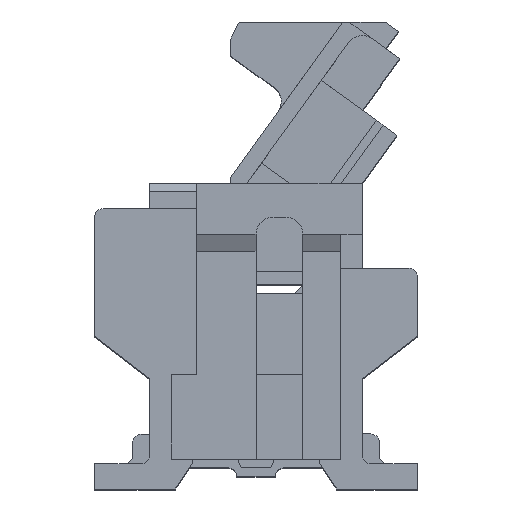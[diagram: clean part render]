
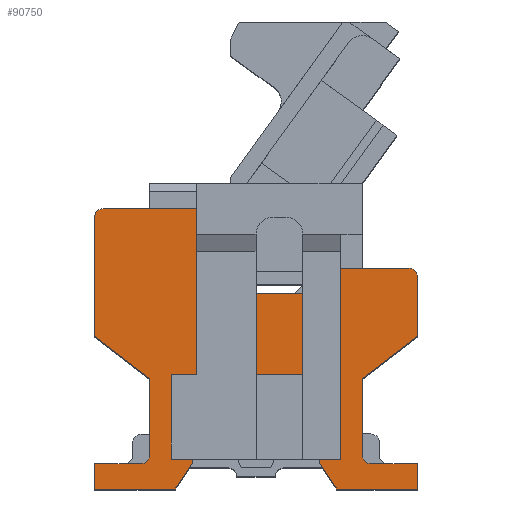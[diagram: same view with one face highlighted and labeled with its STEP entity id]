
A CAD part, top view. The second image highlights one B-rep face of the part: STEP entity #90750.
In plain terms, the highlighted planar face has unit normal (0, 0, 1).
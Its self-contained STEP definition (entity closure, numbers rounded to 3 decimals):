
#45420=CARTESIAN_POINT('',(-0.25,-0.3,3.99));
#45430=VERTEX_POINT('',#45420);
#45460=CARTESIAN_POINT('',(-0.25,-0.3,3.99));
#45470=DIRECTION('',(0.,1.,0.));
#45480=VECTOR('',#45470,1.);
#45490=LINE('',#45460,#45480);
#45500=CARTESIAN_POINT('',(-0.25,-0.35,3.99));
#45510=VERTEX_POINT('',#45500);
#45520=EDGE_CURVE('',#45510,#45430,#45490,.T.);
#47930=CARTESIAN_POINT('',(-0.3,1.65,3.99));
#47940=VERTEX_POINT('',#47930);
#47970=CARTESIAN_POINT('',(-0.3,1.65,3.99));
#47980=DIRECTION('',(-1.,0.,0.));
#47990=VECTOR('',#47980,1.);
#48000=LINE('',#47970,#47990);
#48010=CARTESIAN_POINT('',(-1.35,1.65,3.99));
#48020=VERTEX_POINT('',#48010);
#48030=EDGE_CURVE('',#47940,#48020,#48000,.T.);
#50750=CARTESIAN_POINT('',(-2.,0.7,3.99));
#50760=VERTEX_POINT('',#50750);
#50790=CARTESIAN_POINT('',(-1.634,0.7,3.99));
#50800=DIRECTION('',(1.,0.,0.));
#50810=VECTOR('',#50800,1.);
#50820=LINE('',#50790,#50810);
#50830=CARTESIAN_POINT('',(0.,0.7,3.99));
#50840=VERTEX_POINT('',#50830);
#50850=EDGE_CURVE('',#50760,#50840,#50820,.T.);
#56790=CARTESIAN_POINT('',(0.,0.354,3.99));
#56800=DIRECTION('',(0.,-1.,0.));
#56810=VECTOR('',#56800,1.);
#56820=LINE('',#56790,#56810);
#56830=CARTESIAN_POINT('',(0.,-0.3,3.99));
#56840=VERTEX_POINT('',#56830);
#56850=EDGE_CURVE('',#50840,#56840,#56820,.T.);
#61520=CARTESIAN_POINT('',(-1.35,1.75,3.99));
#61530=DIRECTION('',(0.,0.,-1.));
#61540=DIRECTION('',(-1.,0.,0.));
#61550=AXIS2_PLACEMENT_3D('',#61520,#61530,#61540);
#61560=CIRCLE('',#61550,0.1);
#61570=CARTESIAN_POINT('',(-1.45,1.75,3.99));
#61580=VERTEX_POINT('',#61570);
#61590=EDGE_CURVE('',#48020,#61580,#61560,.T.);
#64420=CARTESIAN_POINT('',(-2.,-0.3,3.99));
#64430=VERTEX_POINT('',#64420);
#64460=CARTESIAN_POINT('',(-2.,0.354,3.99));
#64470=DIRECTION('',(0.,1.,0.));
#64480=VECTOR('',#64470,1.);
#64490=LINE('',#64460,#64480);
#64500=EDGE_CURVE('',#64430,#50760,#64490,.T.);
#68130=CARTESIAN_POINT('',(-2.8,2.55,3.99));
#68140=DIRECTION('',(0.,0.,-1.));
#68150=DIRECTION('',(-1.,0.,0.));
#68160=AXIS2_PLACEMENT_3D('',#68130,#68140,#68150);
#68170=CIRCLE('',#68160,0.1);
#68180=CARTESIAN_POINT('',(-2.9,2.55,3.99));
#68190=VERTEX_POINT('',#68180);
#68200=CARTESIAN_POINT('',(-2.8,2.65,3.99));
#68210=VERTEX_POINT('',#68200);
#68220=EDGE_CURVE('',#68190,#68210,#68170,.T.);
#80970=CARTESIAN_POINT('',(-1.75,-0.3,3.99));
#80980=VERTEX_POINT('',#80970);
#81010=CARTESIAN_POINT('',(-1.634,-0.3,3.99));
#81020=DIRECTION('',(1.,0.,0.));
#81030=VECTOR('',#81020,1.);
#81040=LINE('',#81010,#81030);
#81050=EDGE_CURVE('',#64430,#80980,#81040,.T.);
#81140=EDGE_CURVE('',#45430,#56840,#81040,.T.);
#83450=CARTESIAN_POINT('',(-2.25,0.65,3.99));
#83460=DIRECTION('',(-0.793,0.61,0.));
#83470=VECTOR('',#83460,1.);
#83480=LINE('',#83450,#83470);
#83490=CARTESIAN_POINT('',(-2.25,0.65,3.99));
#83500=VERTEX_POINT('',#83490);
#83510=CARTESIAN_POINT('',(-2.9,1.15,3.99));
#83520=VERTEX_POINT('',#83510);
#83530=EDGE_CURVE('',#83500,#83520,#83480,.T.);
#83970=CARTESIAN_POINT('',(-1.75,-0.35,3.99));
#83980=VERTEX_POINT('',#83970);
#84010=CARTESIAN_POINT('',(-1.75,-0.3,3.99));
#84020=DIRECTION('',(0.,1.,0.));
#84030=VECTOR('',#84020,1.);
#84040=LINE('',#84010,#84030);
#84050=EDGE_CURVE('',#83980,#80980,#84040,.T.);
#84200=CARTESIAN_POINT('',(-2.9,-0.65,3.99));
#84210=VERTEX_POINT('',#84200);
#84260=CARTESIAN_POINT('',(-0.3,-0.65,3.99));
#84270=DIRECTION('',(-1.,0.,0.));
#84280=VECTOR('',#84270,1.);
#84290=LINE('',#84260,#84280);
#84300=CARTESIAN_POINT('',(-1.95,-0.65,3.99));
#84310=VERTEX_POINT('',#84300);
#84320=EDGE_CURVE('',#84310,#84210,#84290,.T.);
#84830=CARTESIAN_POINT('',(-0.3,1.95,3.99));
#84840=DIRECTION('',(-1.,0.,0.));
#84850=VECTOR('',#84840,1.);
#84860=LINE('',#84830,#84850);
#84870=CARTESIAN_POINT('',(0.8,1.95,3.99));
#84880=VERTEX_POINT('',#84870);
#84890=CARTESIAN_POINT('',(-0.1,1.95,3.99));
#84900=VERTEX_POINT('',#84890);
#84910=EDGE_CURVE('',#84880,#84900,#84860,.T.);
#85340=CARTESIAN_POINT('',(-1.45,2.65,3.99));
#85350=VERTEX_POINT('',#85340);
#85380=CARTESIAN_POINT('',(-0.3,2.65,3.99));
#85390=DIRECTION('',(-1.,0.,0.));
#85400=VECTOR('',#85390,1.);
#85410=LINE('',#85380,#85400);
#85420=EDGE_CURVE('',#85350,#68210,#85410,.T.);
#86230=CARTESIAN_POINT('',(-2.35,-0.35,3.99));
#86240=VERTEX_POINT('',#86230);
#86270=CARTESIAN_POINT('',(-0.3,-0.35,3.99));
#86280=DIRECTION('',(-1.,0.,0.));
#86290=VECTOR('',#86280,1.);
#86300=LINE('',#86270,#86290);
#86310=CARTESIAN_POINT('',(-2.9,-0.35,3.99));
#86320=VERTEX_POINT('',#86310);
#86330=EDGE_CURVE('',#86240,#86320,#86300,.T.);
#86590=CARTESIAN_POINT('',(-0.1,1.85,3.99));
#86600=DIRECTION('',(0.,0.,-1.));
#86610=DIRECTION('',(-1.,0.,0.));
#86620=AXIS2_PLACEMENT_3D('',#86590,#86600,#86610);
#86630=CIRCLE('',#86620,0.1);
#86640=CARTESIAN_POINT('',(-0.2,1.85,3.99));
#86650=VERTEX_POINT('',#86640);
#86660=EDGE_CURVE('',#86650,#84900,#86630,.T.);
#87420=CARTESIAN_POINT('',(-2.9,-0.3,3.99));
#87430=DIRECTION('',(0.,1.,0.));
#87440=VECTOR('',#87430,1.);
#87450=LINE('',#87420,#87440);
#87460=EDGE_CURVE('',#84210,#86320,#87450,.T.);
#87680=CARTESIAN_POINT('',(0.9,-0.35,3.99));
#87690=VERTEX_POINT('',#87680);
#87720=CARTESIAN_POINT('',(-1.7,-0.35,3.99));
#87730=DIRECTION('',(1.,0.,0.));
#87740=VECTOR('',#87730,1.);
#87750=LINE('',#87720,#87740);
#87760=CARTESIAN_POINT('',(0.35,-0.35,3.99));
#87770=VERTEX_POINT('',#87760);
#87780=EDGE_CURVE('',#87770,#87690,#87750,.T.);
#87940=CARTESIAN_POINT('',(0.9,-0.3,3.99));
#87950=DIRECTION('',(0.,1.,0.));
#87960=VECTOR('',#87950,1.);
#87970=LINE('',#87940,#87960);
#87980=CARTESIAN_POINT('',(0.9,1.15,3.99));
#87990=VERTEX_POINT('',#87980);
#88000=CARTESIAN_POINT('',(0.9,1.85,3.99));
#88010=VERTEX_POINT('',#88000);
#88020=EDGE_CURVE('',#87990,#88010,#87970,.T.);
#88440=CARTESIAN_POINT('',(0.8,1.85,3.99));
#88450=DIRECTION('',(0.,0.,-1.));
#88460=DIRECTION('',(-1.,0.,0.));
#88470=AXIS2_PLACEMENT_3D('',#88440,#88450,#88460);
#88480=CIRCLE('',#88470,0.1);
#88490=EDGE_CURVE('',#84880,#88010,#88480,.T.);
#88600=CARTESIAN_POINT('',(0.25,0.65,3.99));
#88610=DIRECTION('',(0.793,0.61,0.));
#88620=VECTOR('',#88610,1.);
#88630=LINE('',#88600,#88620);
#88640=CARTESIAN_POINT('',(0.25,0.65,3.99));
#88650=VERTEX_POINT('',#88640);
#88660=EDGE_CURVE('',#88650,#87990,#88630,.T.);
#88850=CARTESIAN_POINT('',(-0.05,-0.65,3.99));
#88860=DIRECTION('',(-0.555,0.832,0.));
#88870=VECTOR('',#88860,1.);
#88880=LINE('',#88850,#88870);
#88890=CARTESIAN_POINT('',(-0.05,-0.65,3.99));
#88900=VERTEX_POINT('',#88890);
#88910=EDGE_CURVE('',#88900,#45510,#88880,.T.);
#89100=CARTESIAN_POINT('',(-1.45,-0.3,3.99));
#89110=DIRECTION('',(0.,1.,0.));
#89120=VECTOR('',#89110,1.);
#89130=LINE('',#89100,#89120);
#89140=EDGE_CURVE('',#61580,#85350,#89130,.T.);
#89270=CARTESIAN_POINT('',(-0.2,-0.3,3.99));
#89280=DIRECTION('',(0.,1.,0.));
#89290=VECTOR('',#89280,1.);
#89300=LINE('',#89270,#89290);
#89310=CARTESIAN_POINT('',(-0.2,1.75,3.99));
#89320=VERTEX_POINT('',#89310);
#89330=EDGE_CURVE('',#89320,#86650,#89300,.T.);
#89490=CARTESIAN_POINT('',(-0.3,1.75,3.99));
#89500=DIRECTION('',(0.,0.,-1.));
#89510=DIRECTION('',(-1.,0.,0.));
#89520=AXIS2_PLACEMENT_3D('',#89490,#89500,#89510);
#89530=CIRCLE('',#89520,0.1);
#89540=EDGE_CURVE('',#89320,#47940,#89530,.T.);
#89800=CARTESIAN_POINT('',(-2.25,-0.25,3.99));
#89810=VERTEX_POINT('',#89800);
#89840=CARTESIAN_POINT('',(-2.35,-0.25,3.99));
#89850=DIRECTION('',(0.,0.,-1.));
#89860=DIRECTION('',(-1.,0.,0.));
#89870=AXIS2_PLACEMENT_3D('',#89840,#89850,#89860);
#89880=CIRCLE('',#89870,0.1);
#89890=EDGE_CURVE('',#89810,#86240,#89880,.T.);
#89950=CARTESIAN_POINT('',(0.151,1.185,3.99));
#89960=DIRECTION('',(0.,0.,1.));
#89970=DIRECTION('',(1.,0.,0.));
#89980=AXIS2_PLACEMENT_3D('',#89950,#89960,#89970);
#89990=PLANE('',#89980);
#90000=CARTESIAN_POINT('',(-2.9,-0.3,3.99));
#90010=DIRECTION('',(0.,1.,0.));
#90020=VECTOR('',#90010,1.);
#90030=LINE('',#90000,#90020);
#90040=EDGE_CURVE('',#83520,#68190,#90030,.T.);
#90050=ORIENTED_EDGE('',*,*,#90040,.F.);
#90060=ORIENTED_EDGE('',*,*,#68220,.F.);
#90070=ORIENTED_EDGE('',*,*,#85420,.T.);
#90080=ORIENTED_EDGE('',*,*,#89140,.T.);
#90090=ORIENTED_EDGE('',*,*,#61590,.T.);
#90100=ORIENTED_EDGE('',*,*,#48030,.T.);
#90110=ORIENTED_EDGE('',*,*,#89540,.T.);
#90120=ORIENTED_EDGE('',*,*,#89330,.F.);
#90130=ORIENTED_EDGE('',*,*,#86660,.F.);
#90140=ORIENTED_EDGE('',*,*,#84910,.T.);
#90150=ORIENTED_EDGE('',*,*,#88490,.F.);
#90160=ORIENTED_EDGE('',*,*,#88020,.T.);
#90170=ORIENTED_EDGE('',*,*,#88660,.T.);
#90180=CARTESIAN_POINT('',(0.25,-0.3,3.99));
#90190=DIRECTION('',(0.,1.,0.));
#90200=VECTOR('',#90190,1.);
#90210=LINE('',#90180,#90200);
#90220=CARTESIAN_POINT('',(0.25,-0.25,3.99));
#90230=VERTEX_POINT('',#90220);
#90240=EDGE_CURVE('',#90230,#88650,#90210,.T.);
#90250=ORIENTED_EDGE('',*,*,#90240,.T.);
#90260=CARTESIAN_POINT('',(0.35,-0.25,3.99));
#90270=DIRECTION('',(0.,0.,1.));
#90280=DIRECTION('',(1.,0.,0.));
#90290=AXIS2_PLACEMENT_3D('',#90260,#90270,#90280);
#90300=CIRCLE('',#90290,0.1);
#90310=EDGE_CURVE('',#90230,#87770,#90300,.T.);
#90320=ORIENTED_EDGE('',*,*,#90310,.F.);
#90330=ORIENTED_EDGE('',*,*,#87780,.F.);
#90340=CARTESIAN_POINT('',(0.9,-0.3,3.99));
#90350=DIRECTION('',(0.,1.,0.));
#90360=VECTOR('',#90350,1.);
#90370=LINE('',#90340,#90360);
#90380=CARTESIAN_POINT('',(0.9,-0.65,3.99));
#90390=VERTEX_POINT('',#90380);
#90400=EDGE_CURVE('',#90390,#87690,#90370,.T.);
#90410=ORIENTED_EDGE('',*,*,#90400,.T.);
#90420=CARTESIAN_POINT('',(-1.7,-0.65,3.99));
#90430=DIRECTION('',(1.,0.,0.));
#90440=VECTOR('',#90430,1.);
#90450=LINE('',#90420,#90440);
#90460=EDGE_CURVE('',#88900,#90390,#90450,.T.);
#90470=ORIENTED_EDGE('',*,*,#90460,.T.);
#90480=ORIENTED_EDGE('',*,*,#88910,.F.);
#90490=ORIENTED_EDGE('',*,*,#45520,.F.);
#90500=ORIENTED_EDGE('',*,*,#81140,.F.);
#90510=ORIENTED_EDGE('',*,*,#56850,.T.);
#90520=ORIENTED_EDGE('',*,*,#50850,.T.);
#90530=ORIENTED_EDGE('',*,*,#64500,.T.);
#90540=ORIENTED_EDGE('',*,*,#81050,.F.);
#90550=ORIENTED_EDGE('',*,*,#84050,.T.);
#90560=CARTESIAN_POINT('',(-1.95,-0.65,3.99));
#90570=DIRECTION('',(0.555,0.832,0.));
#90580=VECTOR('',#90570,1.);
#90590=LINE('',#90560,#90580);
#90600=EDGE_CURVE('',#84310,#83980,#90590,.T.);
#90610=ORIENTED_EDGE('',*,*,#90600,.T.);
#90620=ORIENTED_EDGE('',*,*,#84320,.F.);
#90630=ORIENTED_EDGE('',*,*,#87460,.F.);
#90640=ORIENTED_EDGE('',*,*,#86330,.T.);
#90650=ORIENTED_EDGE('',*,*,#89890,.T.);
#90660=CARTESIAN_POINT('',(-2.25,-0.3,3.99));
#90670=DIRECTION('',(0.,1.,0.));
#90680=VECTOR('',#90670,1.);
#90690=LINE('',#90660,#90680);
#90700=EDGE_CURVE('',#89810,#83500,#90690,.T.);
#90710=ORIENTED_EDGE('',*,*,#90700,.F.);
#90720=ORIENTED_EDGE('',*,*,#83530,.F.);
#90730=EDGE_LOOP('',(#90720,#90710,#90650,#90640,#90630,#90620,#90610,
#90550,#90540,#90530,#90520,#90510,#90500,#90490,#90480,#90470,#90410,
#90330,#90320,#90250,#90170,#90160,#90150,#90140,#90130,#90120,#90110,
#90100,#90090,#90080,#90070,#90060,#90050));
#90740=FACE_OUTER_BOUND('',#90730,.T.);
#90750=ADVANCED_FACE('',(#90740),#89990,.T.);
